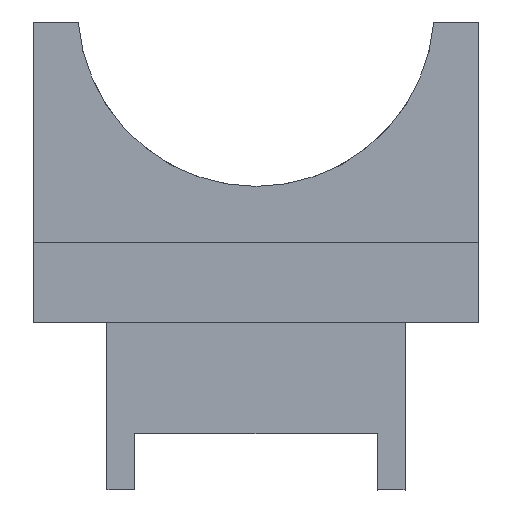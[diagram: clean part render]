
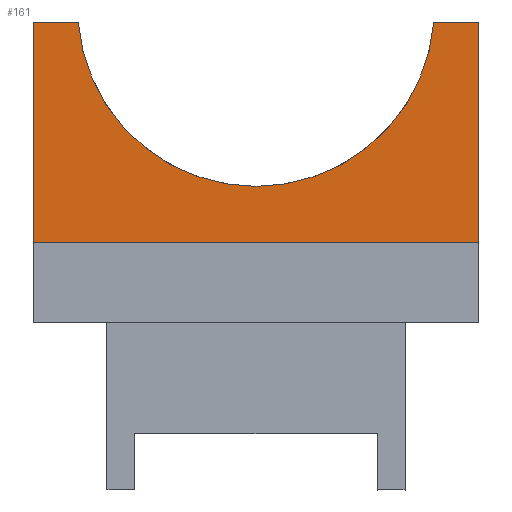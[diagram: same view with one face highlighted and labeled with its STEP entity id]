
A CAD part, front view. The second image highlights one B-rep face of the part: STEP entity #161.
In plain terms, the highlighted planar face has unit normal (0, -1, 0).
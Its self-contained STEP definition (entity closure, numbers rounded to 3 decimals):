
#95=PLANE('',#941);
#124=FACE_OUTER_BOUND('',#242,.T.);
#161=ADVANCED_FACE('',(#124),#95,.T.);
#242=EDGE_LOOP('',(#511,#512,#513,#514,#515,#516));
#303=LINE('',#1405,#387);
#317=LINE('',#1437,#401);
#318=LINE('',#1439,#402);
#319=LINE('',#1440,#403);
#320=LINE('',#1442,#404);
#387=VECTOR('',#1038,1.);
#401=VECTOR('',#1064,1.);
#402=VECTOR('',#1067,1.);
#403=VECTOR('',#1068,1.);
#404=VECTOR('',#1069,1.);
#511=ORIENTED_EDGE('',*,*,#774,.F.);
#512=ORIENTED_EDGE('',*,*,#799,.T.);
#513=ORIENTED_EDGE('',*,*,#816,.F.);
#514=ORIENTED_EDGE('',*,*,#815,.F.);
#515=ORIENTED_EDGE('',*,*,#817,.T.);
#516=ORIENTED_EDGE('',*,*,#818,.T.);
#695=VERTEX_POINT('',#1309);
#696=VERTEX_POINT('',#1311);
#717=VERTEX_POINT('',#1404);
#728=VERTEX_POINT('',#1434);
#729=VERTEX_POINT('',#1436);
#730=VERTEX_POINT('',#1441);
#774=EDGE_CURVE('',#695,#696,#883,.T.);
#799=EDGE_CURVE('',#695,#717,#303,.T.);
#815=EDGE_CURVE('',#729,#728,#317,.T.);
#816=EDGE_CURVE('',#728,#717,#318,.T.);
#817=EDGE_CURVE('',#729,#730,#319,.T.);
#818=EDGE_CURVE('',#730,#696,#320,.T.);
#883=CIRCLE('',#925,16.);
#925=AXIS2_PLACEMENT_3D('',#1310,#1004,#1005);
#941=AXIS2_PLACEMENT_3D('',#1443,#1070,#1071);
#1004=DIRECTION('',(0.,-1.,0.));
#1005=DIRECTION('',(0.,0.,-1.));
#1038=DIRECTION('',(-1.,0.,0.));
#1064=DIRECTION('',(-1.,0.,0.));
#1067=DIRECTION('',(0.,0.,1.));
#1068=DIRECTION('',(0.,0.,1.));
#1069=DIRECTION('',(-1.,0.,0.));
#1070=DIRECTION('',(0.,-1.,0.));
#1071=DIRECTION('',(0.,0.,-1.));
#1309=CARTESIAN_POINT('',(4.049,25.,27.));
#1310=CARTESIAN_POINT('',(20.,25.,28.25));
#1311=CARTESIAN_POINT('',(35.951,25.,27.));
#1404=CARTESIAN_POINT('',(0.,25.,27.));
#1405=CARTESIAN_POINT('',(40.,25.,27.));
#1434=CARTESIAN_POINT('',(0.,25.,7.25));
#1436=CARTESIAN_POINT('',(40.,25.,7.25));
#1437=CARTESIAN_POINT('',(40.,25.,7.25));
#1439=CARTESIAN_POINT('',(0.,25.,7.25));
#1440=CARTESIAN_POINT('',(40.,25.,7.25));
#1441=CARTESIAN_POINT('',(40.,25.,27.));
#1442=CARTESIAN_POINT('',(40.,25.,27.));
#1443=CARTESIAN_POINT('',(40.,25.,7.25));
